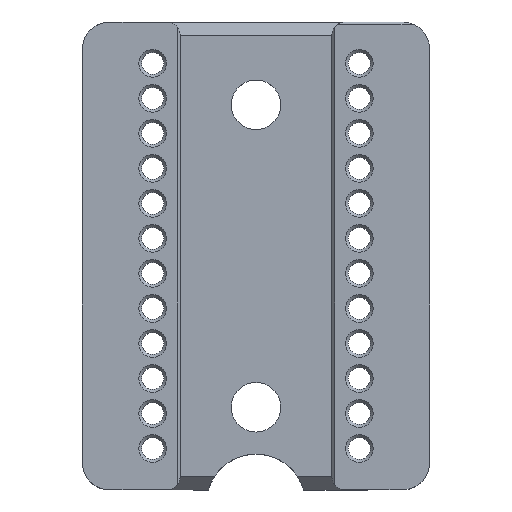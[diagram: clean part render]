
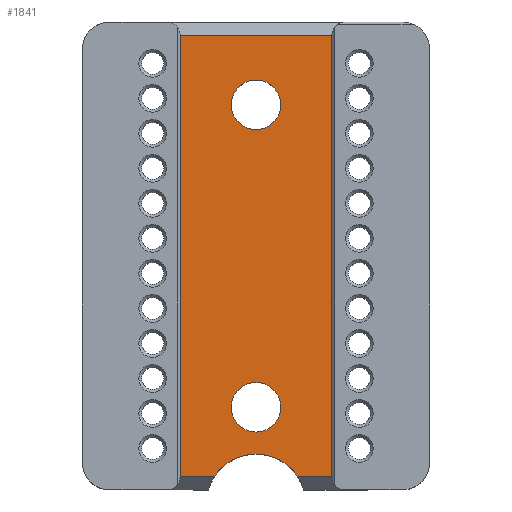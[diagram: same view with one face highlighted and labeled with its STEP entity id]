
A CAD part, top view. The second image highlights one B-rep face of the part: STEP entity #1841.
In plain terms, the highlighted planar face has unit normal (0, 0, 1).
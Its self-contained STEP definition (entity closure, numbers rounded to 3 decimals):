
#114=FACE_BOUND('',#754,.T.);
#115=FACE_BOUND('',#755,.T.);
#190=CIRCLE('',#2036,3.6);
#191=CIRCLE('',#2037,1.8);
#192=CIRCLE('',#2038,1.8);
#327=LINE('',#3167,#458);
#329=LINE('',#3170,#460);
#331=LINE('',#3175,#462);
#333=LINE('',#3179,#464);
#334=LINE('',#3180,#465);
#458=VECTOR('',#2414,10.);
#460=VECTOR('',#2418,10.);
#462=VECTOR('',#2422,10.);
#464=VECTOR('',#2428,10.);
#465=VECTOR('',#2429,10.);
#558=PLANE('',#2035);
#593=FACE_OUTER_BOUND('',#753,.T.);
#753=EDGE_LOOP('',(#1478,#1479,#1480,#1481,#1482,#1483));
#754=EDGE_LOOP('',(#1484));
#755=EDGE_LOOP('',(#1485));
#941=VERTEX_POINT('',#3123);
#945=VERTEX_POINT('',#3135);
#947=VERTEX_POINT('',#3145);
#950=VERTEX_POINT('',#3155);
#953=VERTEX_POINT('',#3165);
#955=VERTEX_POINT('',#3174);
#956=VERTEX_POINT('',#3181);
#957=VERTEX_POINT('',#3183);
#1139=EDGE_CURVE('',#947,#953,#327,.T.);
#1141=EDGE_CURVE('',#945,#950,#329,.T.);
#1143=EDGE_CURVE('',#955,#941,#331,.T.);
#1145=EDGE_CURVE('',#953,#955,#190,.T.);
#1146=EDGE_CURVE('',#945,#941,#333,.T.);
#1147=EDGE_CURVE('',#947,#950,#334,.T.);
#1148=EDGE_CURVE('',#956,#956,#191,.T.);
#1149=EDGE_CURVE('',#957,#957,#192,.T.);
#1478=ORIENTED_EDGE('',*,*,#1145,.T.);
#1479=ORIENTED_EDGE('',*,*,#1143,.T.);
#1480=ORIENTED_EDGE('',*,*,#1146,.F.);
#1481=ORIENTED_EDGE('',*,*,#1141,.T.);
#1482=ORIENTED_EDGE('',*,*,#1147,.F.);
#1483=ORIENTED_EDGE('',*,*,#1139,.T.);
#1484=ORIENTED_EDGE('',*,*,#1148,.T.);
#1485=ORIENTED_EDGE('',*,*,#1149,.T.);
#1841=ADVANCED_FACE('',(#593,#114,#115),#558,.F.);
#2035=AXIS2_PLACEMENT_3D('',#3177,#2424,#2425);
#2036=AXIS2_PLACEMENT_3D('',#3178,#2426,#2427);
#2037=AXIS2_PLACEMENT_3D('',#3182,#2430,#2431);
#2038=AXIS2_PLACEMENT_3D('',#3184,#2432,#2433);
#2414=DIRECTION('',(1.,0.,0.));
#2418=DIRECTION('',(-1.,0.,0.));
#2422=DIRECTION('',(1.,0.,0.));
#2424=DIRECTION('center_axis',(0.,0.,
-1.));
#2425=DIRECTION('ref_axis',(0.,1.,0.));
#2426=DIRECTION('center_axis',(0.,0.,
-1.));
#2427=DIRECTION('ref_axis',(1.,0.,0.));
#2428=DIRECTION('',(0.,-1.,0.));
#2429=DIRECTION('',(0.,1.,0.));
#2430=DIRECTION('center_axis',(0.,0.,
-1.));
#2431=DIRECTION('ref_axis',(-1.,0.,0.));
#2432=DIRECTION('center_axis',(0.,0.,
-1.));
#2433=DIRECTION('ref_axis',(-1.,0.,0.));
#3123=CARTESIAN_POINT('',(-8.358,0.872,-388.654));
#3135=CARTESIAN_POINT('',(-8.358,32.812,-388.654));
#3145=CARTESIAN_POINT('',(-19.358,0.872,-388.654));
#3155=CARTESIAN_POINT('',(-19.358,32.812,-388.654));
#3165=CARTESIAN_POINT('',(-16.851,0.872,-388.654));
#3167=CARTESIAN_POINT('',(-18.908,0.872,-388.654));
#3170=CARTESIAN_POINT('',(-8.808,32.812,-388.654));
#3174=CARTESIAN_POINT('',(-10.865,0.872,-388.654));
#3175=CARTESIAN_POINT('',(-18.908,0.872,-388.654));
#3177=CARTESIAN_POINT('Origin',(-13.858,16.842,-388.654));
#3178=CARTESIAN_POINT('Origin',(-13.858,-1.128,-388.654));
#3179=CARTESIAN_POINT('',(-8.358,24.227,-388.654));
#3180=CARTESIAN_POINT('',(-19.358,9.457,-388.654));
#3181=CARTESIAN_POINT('',(-12.058,27.812,-388.654));
#3182=CARTESIAN_POINT('Origin',(-13.858,27.812,-388.654));
#3183=CARTESIAN_POINT('',(-12.058,5.872,-388.654));
#3184=CARTESIAN_POINT('Origin',(-13.858,5.872,-388.654));
